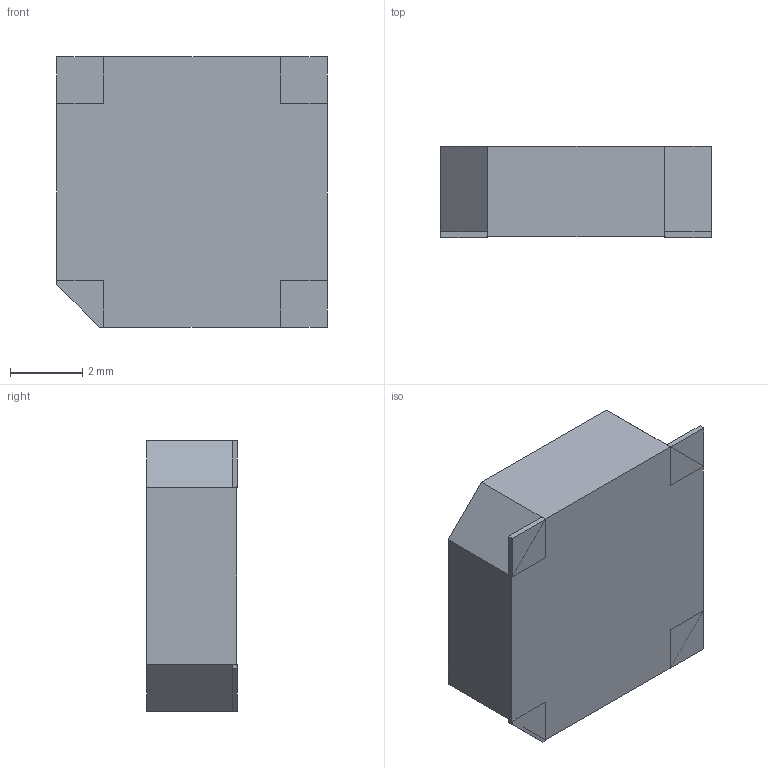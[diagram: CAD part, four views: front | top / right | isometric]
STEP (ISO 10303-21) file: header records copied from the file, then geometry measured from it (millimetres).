
FILE_DESCRIPTION (( 'STEP AP203' ), '1' );
FILE_NAME ('ST-025BL.STEP', '2017-01-03T19:26:42', ( 'Gem' ), ( '' ), 'SwSTEP 2.0', 'SolidWorks 2013', '' );
FILE_SCHEMA (( 'CONFIG_CONTROL_DESIGN' ));
Length unit declared in the file: millimetre
Products named in the file (1): ST-025BL
Bounding box: 7.5 x 2.52 x 7.5 mm (x, y, z)
Volume: 131.9 mm3; surface area: 191.1 mm2
Topology: 5 solids, 5 shells, 56 faces, 129 edges, 86 vertices
Faces by surface type: plane 54, cylinder 2
Entity records: 1628 total; most frequent: CARTESIAN_POINT 272, ORIENTED_EDGE 258, DIRECTION 247, EDGE_CURVE 129, VECTOR 125, LINE 125, VERTEX_POINT 86, AXIS2_PLACEMENT_3D 61
